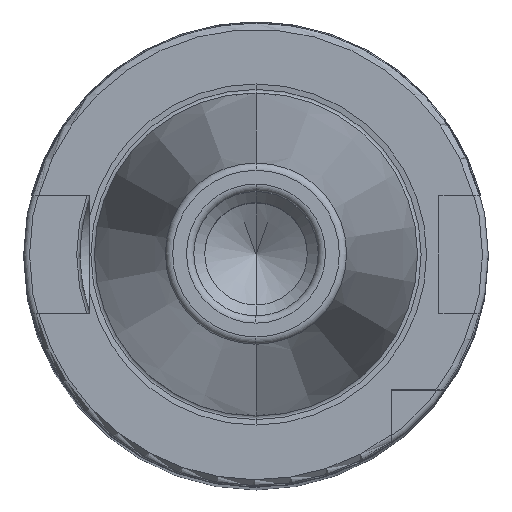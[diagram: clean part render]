
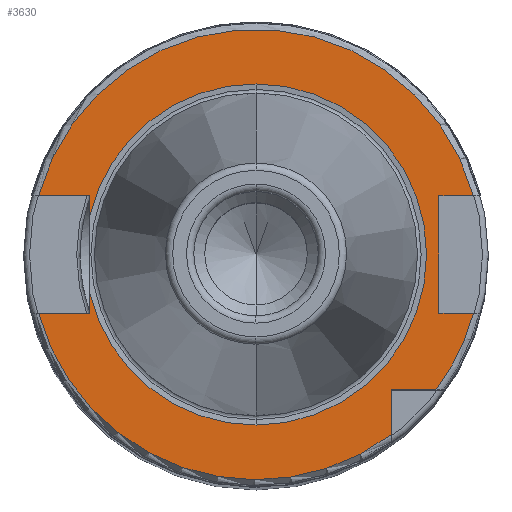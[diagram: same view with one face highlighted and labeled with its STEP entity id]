
A CAD part, top view. The second image highlights one B-rep face of the part: STEP entity #3630.
In plain terms, the highlighted planar face has unit normal (0, 0, 1).
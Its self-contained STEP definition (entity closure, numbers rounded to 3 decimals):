
#301=CARTESIAN_POINT('',(0,0,18.1));
#302=DIRECTION('',(0,0,1));
#303=DIRECTION('',(0,1,0));
#304=AXIS2_PLACEMENT_3D('',#301,#302,#303);
#314=CARTESIAN_POINT('',(0,0,18.1));
#315=DIRECTION('',(0,0,1));
#316=DIRECTION('',(-0.974,-0.227,0));
#317=AXIS2_PLACEMENT_3D('',#314,#315,#316);
#1448=DIRECTION('',(1,0,0));
#1449=VECTOR('',#1448,7.004);
#1450=CARTESIAN_POINT('',(-29.704,-8.05,18.1));
#1451=LINE('',#1450,#1449);
#1452=DIRECTION('',(0,1,0));
#1453=VECTOR('',#1452,2.753);
#1454=CARTESIAN_POINT('',(-22.7,-8.05,18.1));
#1455=LINE('',#1454,#1453);
#1456=DIRECTION('',(0,1,0));
#1457=VECTOR('',#1456,2.753);
#1458=CARTESIAN_POINT('',(-22.7,5.297,18.1));
#1459=LINE('',#1458,#1457);
#1460=DIRECTION('',(1,0,0));
#1461=VECTOR('',#1460,7.004);
#1462=CARTESIAN_POINT('',(-29.704,8.05,18.1));
#1463=LINE('',#1462,#1461);
#1464=DIRECTION('',(-1,0,0));
#1465=VECTOR('',#1464,4.704);
#1466=CARTESIAN_POINT('',(29.704,8.05,18.1));
#1467=LINE('',#1466,#1465);
#1468=DIRECTION('',(0,-1,0));
#1469=VECTOR('',#1468,16.1);
#1470=CARTESIAN_POINT('',(25,8.05,18.1));
#1471=LINE('',#1470,#1469);
#1472=DIRECTION('',(-1,0,0));
#1473=VECTOR('',#1472,4.704);
#1474=CARTESIAN_POINT('',(29.704,-8.05,18.1));
#1475=LINE('',#1474,#1473);
#1476=CARTESIAN_POINT('',(0,0,18.1));
#1477=DIRECTION('',(0,0,1));
#1478=DIRECTION('',(0.799,-0.601,0));
#1479=AXIS2_PLACEMENT_3D('',#1476,#1477,#1478);
#1481=DIRECTION('',(-1,0,0));
#1482=VECTOR('',#1481,6.094);
#1483=CARTESIAN_POINT('',(24.594,-18.5,18.1));
#1484=LINE('',#1483,#1482);
#1485=DIRECTION('',(0,1,0));
#1486=VECTOR('',#1485,6.094);
#1487=CARTESIAN_POINT('',(18.5,-24.594,18.1));
#1488=LINE('',#1487,#1486);
#1489=CARTESIAN_POINT('',(0,0,18.1));
#1490=DIRECTION('',(0,0,-1));
#1491=DIRECTION('',(0,1,0));
#1492=AXIS2_PLACEMENT_3D('',#1489,#1490,#1491);
#1517=CARTESIAN_POINT('',(0,0,18.1));
#1518=DIRECTION('',(0,0,1));
#1519=DIRECTION('',(0.965,0.262,0));
#1520=AXIS2_PLACEMENT_3D('',#1517,#1518,#1519);
#1568=CARTESIAN_POINT('',(0,0,18.1));
#1569=DIRECTION('',(0,0,1));
#1570=DIRECTION('',(-0.965,-0.262,0));
#1571=AXIS2_PLACEMENT_3D('',#1568,#1569,#1570);
#1833=CARTESIAN_POINT('',(-29.704,-8.05,18.1));
#1834=CARTESIAN_POINT('',(-22.7,-8.05,18.1));
#1835=VERTEX_POINT('',#1833);
#1836=VERTEX_POINT('',#1834);
#1837=CARTESIAN_POINT('',(-22.7,-5.297,18.1));
#1838=VERTEX_POINT('',#1837);
#1839=CARTESIAN_POINT('',(-22.7,5.297,18.1));
#1840=CARTESIAN_POINT('',(-22.7,8.05,18.1));
#1841=VERTEX_POINT('',#1839);
#1842=VERTEX_POINT('',#1840);
#1843=CARTESIAN_POINT('',(-29.704,8.05,18.1));
#1844=VERTEX_POINT('',#1843);
#1845=CARTESIAN_POINT('',(25,8.05,18.1));
#1846=CARTESIAN_POINT('',(25,-8.05,18.1));
#1847=VERTEX_POINT('',#1845);
#1848=VERTEX_POINT('',#1846);
#1849=CARTESIAN_POINT('',(29.704,-8.05,18.1));
#1850=VERTEX_POINT('',#1849);
#1851=CARTESIAN_POINT('',(29.704,8.05,18.1));
#1852=VERTEX_POINT('',#1851);
#1853=CARTESIAN_POINT('',(18.5,-24.594,18.1));
#1854=CARTESIAN_POINT('',(18.5,-18.5,18.1));
#1855=VERTEX_POINT('',#1853);
#1856=VERTEX_POINT('',#1854);
#1857=CARTESIAN_POINT('',(24.594,-18.5,18.1));
#1858=VERTEX_POINT('',#1857);
#1907=CARTESIAN_POINT('',(0,23.31,18.1));
#1908=VERTEX_POINT('',#1907);
#1909=CARTESIAN_POINT('',(0,-23.31,18.1));
#1910=VERTEX_POINT('',#1909);
#3604=CARTESIAN_POINT('',(0,0,18.1));
#3605=DIRECTION('',(0,0,-1));
#3606=DIRECTION('',(0,-1,0));
#3607=AXIS2_PLACEMENT_3D('',#3604,#3605,#3606);
#3608=PLANE('',#3607);
#3609=ORIENTED_EDGE('',*,*,#2777,.T.);
#3610=ORIENTED_EDGE('',*,*,#2472,.T.);
#3611=ORIENTED_EDGE('',*,*,#2447,.T.);
#3613=ORIENTED_EDGE('',*,*,#3612,.F.);
#3614=ORIENTED_EDGE('',*,*,#2440,.T.);
#3615=ORIENTED_EDGE('',*,*,#2469,.T.);
#3616=ORIENTED_EDGE('',*,*,#3534,.F.);
#3618=ORIENTED_EDGE('',*,*,#3617,.F.);
#3619=ORIENTED_EDGE('',*,*,#3571,.T.);
#3620=ORIENTED_EDGE('',*,*,#3592,.T.);
#3621=ORIENTED_EDGE('',*,*,#2899,.F.);
#3623=ORIENTED_EDGE('',*,*,#3622,.F.);
#3624=ORIENTED_EDGE('',*,*,#3251,.T.);
#3625=ORIENTED_EDGE('',*,*,#3161,.F.);
#3627=ORIENTED_EDGE('',*,*,#3626,.F.);
#3628=EDGE_LOOP('',(#3609,#3610,#3611,#3613,#3614,#3615,#3616,#3618,#3619,#3620,
#3621,#3623,#3624,#3625,#3627));
#3629=FACE_OUTER_BOUND('',#3628,.F.);
#3630=ADVANCED_FACE('',(#3629),#3608,.F.);
#305=CIRCLE('',#304,23.31);
#318=CIRCLE('',#317,23.31);
#1480=CIRCLE('',#1479,30.775);
#1493=CIRCLE('',#1492,23.31);
#1521=CIRCLE('',#1520,30.775);
#1572=CIRCLE('',#1571,30.775);
#2440=EDGE_CURVE('',#1908,#1841,#305,.T.);
#2447=EDGE_CURVE('',#1838,#1910,#318,.T.);
#2469=EDGE_CURVE('',#1841,#1842,#1459,.T.);
#2472=EDGE_CURVE('',#1836,#1838,#1455,.T.);
#2777=EDGE_CURVE('',#1835,#1836,#1451,.T.);
#2899=EDGE_CURVE('',#1850,#1848,#1475,.T.);
#3161=EDGE_CURVE('',#1855,#1856,#1488,.T.);
#3251=EDGE_CURVE('',#1858,#1856,#1484,.T.);
#3534=EDGE_CURVE('',#1844,#1842,#1463,.T.);
#3571=EDGE_CURVE('',#1852,#1847,#1467,.T.);
#3592=EDGE_CURVE('',#1847,#1848,#1471,.T.);
#3612=EDGE_CURVE('',#1908,#1910,#1493,.T.);
#3617=EDGE_CURVE('',#1852,#1844,#1521,.T.);
#3622=EDGE_CURVE('',#1858,#1850,#1480,.T.);
#3626=EDGE_CURVE('',#1835,#1855,#1572,.T.);
